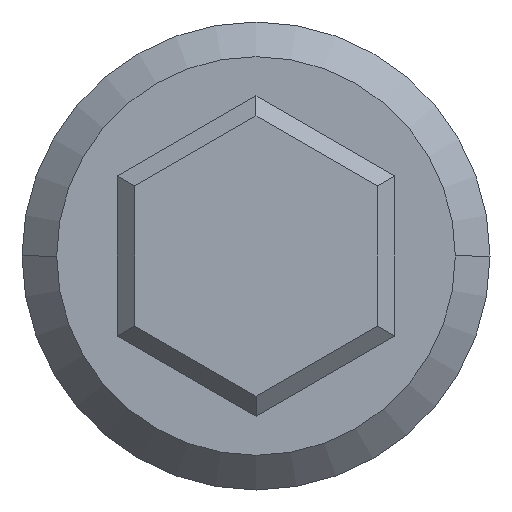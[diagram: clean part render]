
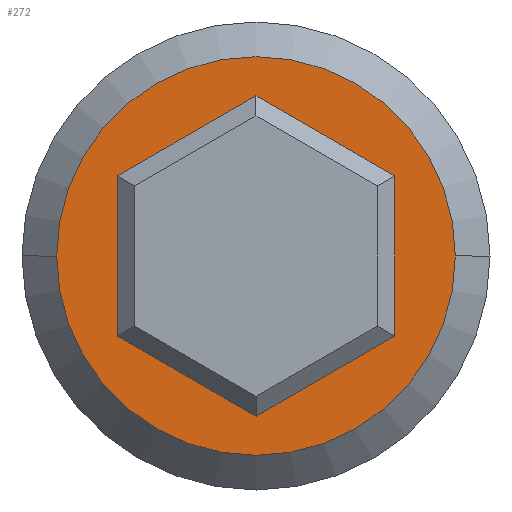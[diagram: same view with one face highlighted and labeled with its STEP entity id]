
A CAD part, left-side view. The second image highlights one B-rep face of the part: STEP entity #272.
In plain terms, the highlighted planar face has unit normal (-1, 0, 0).
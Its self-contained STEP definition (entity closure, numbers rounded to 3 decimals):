
#14 = FACE_BOUND ( 'NONE', #3014, .T. ) ;
#42 = LINE ( 'NONE', #828, #413 ) ;
#70 = DIRECTION ( 'NONE',  ( 0., 1., 0. ) ) ;
#189 = CARTESIAN_POINT ( 'NONE',  ( 0., -4., 2.309 ) ) ;
#209 = DIRECTION ( 'NONE',  ( -1., 0., 0. ) ) ;
#252 = ORIENTED_EDGE ( 'NONE', *, *, #1851, .F. ) ;
#266 = CARTESIAN_POINT ( 'NONE',  ( 0., 4., 2.309 ) ) ;
#272 = ADVANCED_FACE ( 'NONE', ( #2199, #14 ), #1420, .F. ) ;
#352 = EDGE_CURVE ( 'NONE', #3170, #1278, #1102, .T. ) ;
#413 = VECTOR ( 'NONE', #1126, 1000. ) ;
#427 = CARTESIAN_POINT ( 'NONE',  ( 0., 4., -2.309 ) ) ;
#534 = VECTOR ( 'NONE', #1726, 1000. ) ;
#607 = VECTOR ( 'NONE', #1318, 1000. ) ;
#651 = CARTESIAN_POINT ( 'NONE',  ( 0., 0., 4.619 ) ) ;
#659 = DIRECTION ( 'NONE',  ( 0., -0.866, -0.5 ) ) ;
#737 = VERTEX_POINT ( 'NONE', #1324 ) ;
#828 = CARTESIAN_POINT ( 'NONE',  ( 0., -4., -2.309 ) ) ;
#929 = CARTESIAN_POINT ( 'NONE',  ( 0., 0., -4.619 ) ) ;
#936 = DIRECTION ( 'NONE',  ( -1., 0., 0. ) ) ;
#943 = CARTESIAN_POINT ( 'NONE',  ( 0., 0., 4.619 ) ) ;
#957 = DIRECTION ( 'NONE',  ( 0., 0.866, -0.5 ) ) ;
#981 = VECTOR ( 'NONE', #2994, 1000. ) ;
#1021 = LINE ( 'NONE', #3151, #607 ) ;
#1053 = VECTOR ( 'NONE', #659, 1000. ) ;
#1099 = CARTESIAN_POINT ( 'NONE',  ( 0., -5.75, 0. ) ) ;
#1102 = LINE ( 'NONE', #1919, #981 ) ;
#1122 = ORIENTED_EDGE ( 'NONE', *, *, #1238, .F. ) ;
#1126 = DIRECTION ( 'NONE',  ( 0., 0., 1. ) ) ;
#1226 = LINE ( 'NONE', #929, #534 ) ;
#1238 = EDGE_CURVE ( 'NONE', #3470, #3080, #3392, .T. ) ;
#1278 = VERTEX_POINT ( 'NONE', #943 ) ;
#1295 = VERTEX_POINT ( 'NONE', #1099 ) ;
#1318 = DIRECTION ( 'NONE',  ( 0., 0., -1. ) ) ;
#1324 = CARTESIAN_POINT ( 'NONE',  ( 0., 5.75, 0. ) ) ;
#1344 = CARTESIAN_POINT ( 'NONE',  ( 0., 0., 0. ) ) ;
#1388 = EDGE_CURVE ( 'NONE', #737, #1295, #3210, .T. ) ;
#1405 = VECTOR ( 'NONE', #957, 1000. ) ;
#1420 = PLANE ( 'NONE',  #2026 ) ;
#1547 = VERTEX_POINT ( 'NONE', #266 ) ;
#1550 = EDGE_CURVE ( 'NONE', #1295, #737, #3382, .T. ) ;
#1581 = CARTESIAN_POINT ( 'NONE',  ( 0., -4., -2.309 ) ) ;
#1726 = DIRECTION ( 'NONE',  ( 0., -0.866, 0.5 ) ) ;
#1851 = EDGE_CURVE ( 'NONE', #2658, #3170, #42, .T. ) ;
#1919 = CARTESIAN_POINT ( 'NONE',  ( 0., -4., 2.309 ) ) ;
#2021 = EDGE_CURVE ( 'NONE', #3080, #2658, #1226, .T. ) ;
#2026 = AXIS2_PLACEMENT_3D ( 'NONE', #2164, #2495, #70 ) ;
#2164 = CARTESIAN_POINT ( 'NONE',  ( 0., 6.75, 0. ) ) ;
#2199 = FACE_OUTER_BOUND ( 'NONE', #2618, .T. ) ;
#2256 = ORIENTED_EDGE ( 'NONE', *, *, #1388, .T. ) ;
#2330 = CARTESIAN_POINT ( 'NONE',  ( 0., 0., -4.619 ) ) ;
#2354 = DIRECTION ( 'NONE',  ( 0., 1., 0. ) ) ;
#2375 = ORIENTED_EDGE ( 'NONE', *, *, #2579, .F. ) ;
#2495 = DIRECTION ( 'NONE',  ( 1., 0., 0. ) ) ;
#2579 = EDGE_CURVE ( 'NONE', #1278, #1547, #3072, .T. ) ;
#2618 = EDGE_LOOP ( 'NONE', ( #2256, #2777 ) ) ;
#2658 = VERTEX_POINT ( 'NONE', #1581 ) ;
#2777 = ORIENTED_EDGE ( 'NONE', *, *, #1550, .T. ) ;
#2849 = ORIENTED_EDGE ( 'NONE', *, *, #3346, .F. ) ;
#2944 = AXIS2_PLACEMENT_3D ( 'NONE', #3345, #936, #3363 ) ;
#2994 = DIRECTION ( 'NONE',  ( 0., 0.866, 0.5 ) ) ;
#3014 = EDGE_LOOP ( 'NONE', ( #3330, #252, #3074, #1122, #2849, #2375 ) ) ;
#3072 = LINE ( 'NONE', #651, #1405 ) ;
#3074 = ORIENTED_EDGE ( 'NONE', *, *, #2021, .F. ) ;
#3080 = VERTEX_POINT ( 'NONE', #2330 ) ;
#3151 = CARTESIAN_POINT ( 'NONE',  ( 0., 4., 2.309 ) ) ;
#3170 = VERTEX_POINT ( 'NONE', #189 ) ;
#3210 = CIRCLE ( 'NONE', #2944, 5.75 ) ;
#3271 = AXIS2_PLACEMENT_3D ( 'NONE', #1344, #209, #2354 ) ;
#3275 = CARTESIAN_POINT ( 'NONE',  ( 0., 4., -2.309 ) ) ;
#3330 = ORIENTED_EDGE ( 'NONE', *, *, #352, .F. ) ;
#3345 = CARTESIAN_POINT ( 'NONE',  ( 0., 0., 0. ) ) ;
#3346 = EDGE_CURVE ( 'NONE', #1547, #3470, #1021, .T. ) ;
#3363 = DIRECTION ( 'NONE',  ( 0., 1., 0. ) ) ;
#3382 = CIRCLE ( 'NONE', #3271, 5.75 ) ;
#3392 = LINE ( 'NONE', #427, #1053 ) ;
#3470 = VERTEX_POINT ( 'NONE', #3275 ) ;
